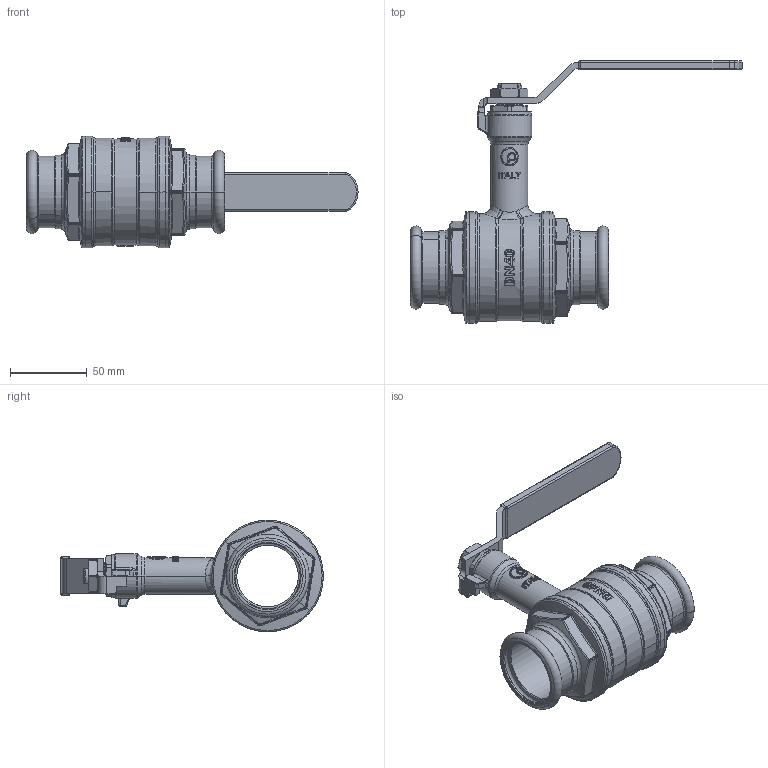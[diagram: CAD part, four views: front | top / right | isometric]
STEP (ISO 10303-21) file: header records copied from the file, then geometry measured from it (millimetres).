
FILE_DESCRIPTION((''),'2;1');
FILE_NAME('P100LM_42MM_ASM','2024-03-25T15:24:30',('mirco.molonato'),(''),'CREO PARAMETRIC BY PTC INC, 2022414','CREO PARAMETRIC BY PTC INC, 2022414','');
FILE_SCHEMA(('CONFIG_CONTROL_DESIGN'));
Length unit declared in the file: millimetre
Products named in the file (10): 07167; 07165; ASTA_51L_DN40_ASM; 87185; 06111; 87137; GRIP_LEVA_ACCIAIO_150MM; LEVA_ACCIAIO_150MM_GRIP_ASM; 01040; P100LM_42MM_ASM
Assembly tree (10 placements, depth 3):
  P100LM_42MM_ASM
    07167
    ASTA_51L_DN40_ASM
      07165
    87185
    06111  x2
    LEVA_ACCIAIO_150MM_GRIP_ASM
      87137
      GRIP_LEVA_ACCIAIO_150MM
    01040
Bounding box: 215.6 x 170.65 x 72.5 mm (x, y, z)
Volume: 175854.1 mm3; surface area: 119733.1 mm2
Topology: 8 solids, 20 shells, 815 faces, 1901 edges, 1141 vertices
Faces by surface type: cylinder 236, plane 166, bspline 151, cone 114, torus 107, extrusion 33, sphere 8
Entity records: 25856 total; most frequent: CARTESIAN_POINT 10939, ORIENTED_EDGE 3098, DIRECTION 2961, EDGE_CURVE 1577, AXIS2_PLACEMENT_3D 1190, VERTEX_POINT 961, EDGE_LOOP 720, FACE_OUTER_BOUND 670
